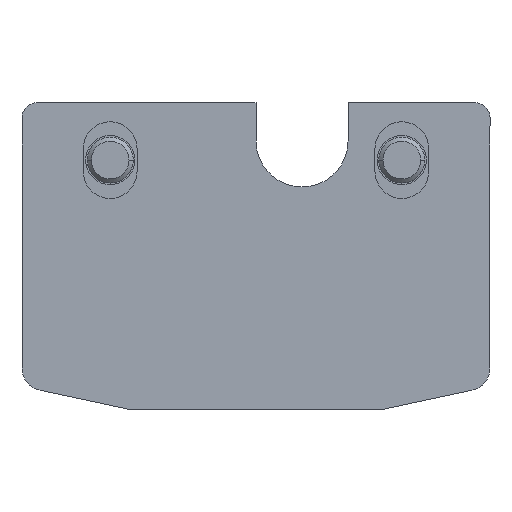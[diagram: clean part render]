
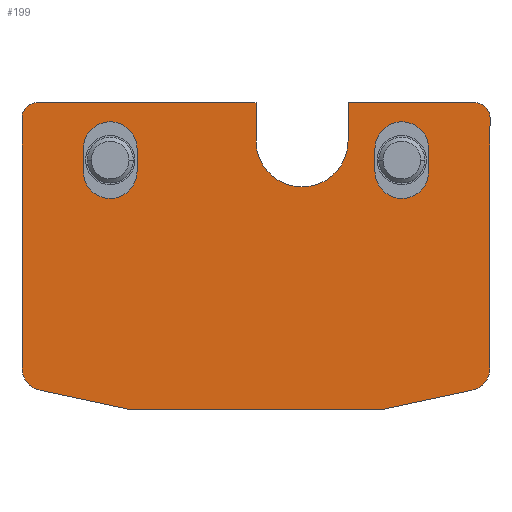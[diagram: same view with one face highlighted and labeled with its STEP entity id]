
A CAD part, left-side view. The second image highlights one B-rep face of the part: STEP entity #199.
In plain terms, the highlighted planar face has unit normal (-1, 0, 0).
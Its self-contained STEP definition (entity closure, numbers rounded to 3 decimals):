
#199=ADVANCED_FACE('',(#428,#429,#430),#431,.F.);
#428=FACE_OUTER_BOUND('',#718,.T.);
#429=FACE_BOUND('',#719,.T.);
#430=FACE_BOUND('',#720,.T.);
#431=PLANE('',#721);
#718=EDGE_LOOP('',(#1121,#1122,#1123,#1124,#1125,#1126,#1127,#1128,#1129,#1130,#1131,#1132,#1133,#1134,#1135));
#719=EDGE_LOOP('',(#1136,#1137,#1138,#1139,#1140,#1141));
#720=EDGE_LOOP('',(#1142,#1143,#1144,#1145,#1146,#1147));
#721=AXIS2_PLACEMENT_3D('',#1148,#1149,#1150);
#1121=ORIENTED_EDGE('',*,*,#1741,.T.);
#1122=ORIENTED_EDGE('',*,*,#1742,.T.);
#1123=ORIENTED_EDGE('',*,*,#1632,.T.);
#1124=ORIENTED_EDGE('',*,*,#1743,.T.);
#1125=ORIENTED_EDGE('',*,*,#1744,.F.);
#1126=ORIENTED_EDGE('',*,*,#1745,.F.);
#1127=ORIENTED_EDGE('',*,*,#1746,.F.);
#1128=ORIENTED_EDGE('',*,*,#1707,.F.);
#1129=ORIENTED_EDGE('',*,*,#1747,.F.);
#1130=ORIENTED_EDGE('',*,*,#1612,.F.);
#1131=ORIENTED_EDGE('',*,*,#1748,.F.);
#1132=ORIENTED_EDGE('',*,*,#1749,.F.);
#1133=ORIENTED_EDGE('',*,*,#1736,.F.);
#1134=ORIENTED_EDGE('',*,*,#1750,.F.);
#1135=ORIENTED_EDGE('',*,*,#1751,.F.);
#1136=ORIENTED_EDGE('',*,*,#1752,.T.);
#1137=ORIENTED_EDGE('',*,*,#1753,.T.);
#1138=ORIENTED_EDGE('',*,*,#1717,.T.);
#1139=ORIENTED_EDGE('',*,*,#1754,.T.);
#1140=ORIENTED_EDGE('',*,*,#1658,.T.);
#1141=ORIENTED_EDGE('',*,*,#1755,.T.);
#1142=ORIENTED_EDGE('',*,*,#1731,.T.);
#1143=ORIENTED_EDGE('',*,*,#1756,.T.);
#1144=ORIENTED_EDGE('',*,*,#1757,.T.);
#1145=ORIENTED_EDGE('',*,*,#1698,.T.);
#1146=ORIENTED_EDGE('',*,*,#1758,.T.);
#1147=ORIENTED_EDGE('',*,*,#1712,.T.);
#1148=CARTESIAN_POINT('',(0.,-19.,-11.809));
#1149=DIRECTION('',(1.0,0.0,0.));
#1150=DIRECTION('',(0.,0.0,-1.0));
#1612=EDGE_CURVE('',#1889,#1891,#1892,.T.);
#1632=EDGE_CURVE('',#1920,#1925,#1927,.T.);
#1658=EDGE_CURVE('',#1967,#1971,#1973,.T.);
#1698=EDGE_CURVE('',#2036,#2034,#2037,.T.);
#1707=EDGE_CURVE('',#2048,#2050,#2051,.T.);
#1712=EDGE_CURVE('',#2059,#2057,#2060,.T.);
#1717=EDGE_CURVE('',#2068,#2066,#2069,.T.);
#1731=EDGE_CURVE('',#2057,#2086,#2089,.T.);
#1736=EDGE_CURVE('',#2095,#2097,#2098,.T.);
#1741=EDGE_CURVE('',#2103,#2104,#2105,.T.);
#1742=EDGE_CURVE('',#2104,#1920,#2106,.T.);
#1743=EDGE_CURVE('',#1925,#2107,#2108,.T.);
#1744=EDGE_CURVE('',#2109,#2107,#2110,.T.);
#1745=EDGE_CURVE('',#2111,#2109,#2112,.T.);
#1746=EDGE_CURVE('',#2050,#2111,#2113,.T.);
#1747=EDGE_CURVE('',#1891,#2048,#2114,.T.);
#1748=EDGE_CURVE('',#2115,#1889,#2116,.T.);
#1749=EDGE_CURVE('',#2097,#2115,#2117,.T.);
#1750=EDGE_CURVE('',#2118,#2095,#2119,.T.);
#1751=EDGE_CURVE('',#2103,#2118,#2120,.T.);
#1752=EDGE_CURVE('',#2121,#2122,#2123,.T.);
#1753=EDGE_CURVE('',#2122,#2068,#2124,.T.);
#1754=EDGE_CURVE('',#2066,#1967,#2125,.T.);
#1755=EDGE_CURVE('',#1971,#2121,#2126,.T.);
#1756=EDGE_CURVE('',#2086,#2127,#2128,.T.);
#1757=EDGE_CURVE('',#2127,#2036,#2129,.T.);
#1758=EDGE_CURVE('',#2034,#2059,#2130,.T.);
#1889=VERTEX_POINT('',#2288);
#1891=VERTEX_POINT('',#2291);
#1892=LINE('',#2292,#2293);
#1920=VERTEX_POINT('',#2346);
#1925=VERTEX_POINT('',#2352);
#1927=CIRCLE('',#2355,6.0);
#1967=VERTEX_POINT('',#2437);
#1971=VERTEX_POINT('',#2442);
#1973=CIRCLE('',#2445,3.5);
#2034=VERTEX_POINT('',#2587);
#2036=VERTEX_POINT('',#2590);
#2037=CIRCLE('',#2591,3.5);
#2048=VERTEX_POINT('',#2605);
#2050=VERTEX_POINT('',#2608);
#2051=CIRCLE('',#2609,3.);
#2057=VERTEX_POINT('',#2617);
#2059=VERTEX_POINT('',#2620);
#2060=LINE('',#2621,#2622);
#2066=VERTEX_POINT('',#2630);
#2068=VERTEX_POINT('',#2633);
#2069=LINE('',#2634,#2635);
#2086=VERTEX_POINT('',#2675);
#2089=CIRCLE('',#2679,3.5);
#2095=VERTEX_POINT('',#2686);
#2097=VERTEX_POINT('',#2689);
#2098=LINE('',#2690,#2691);
#2103=VERTEX_POINT('',#2697);
#2104=VERTEX_POINT('',#2698);
#2105=LINE('',#2699,#2700);
#2106=CIRCLE('',#2701,6.0);
#2107=VERTEX_POINT('',#2702);
#2108=LINE('',#2703,#2704);
#2109=VERTEX_POINT('',#2705);
#2110=LINE('',#2706,#2707);
#2111=VERTEX_POINT('',#2708);
#2112=CIRCLE('',#2709,2.0);
#2113=LINE('',#2710,#2711);
#2114=LINE('',#2712,#2713);
#2115=VERTEX_POINT('',#2714);
#2116=LINE('',#2715,#2716);
#2117=CIRCLE('',#2717,3.);
#2118=VERTEX_POINT('',#2718);
#2119=CIRCLE('',#2719,2.0);
#2120=LINE('',#2720,#2721);
#2121=VERTEX_POINT('',#2722);
#2122=VERTEX_POINT('',#2723);
#2123=CIRCLE('',#2724,3.5);
#2124=CIRCLE('',#2725,3.5);
#2125=CIRCLE('',#2726,3.5);
#2126=LINE('',#2727,#2728);
#2127=VERTEX_POINT('',#2729);
#2128=CIRCLE('',#2730,3.5);
#2129=LINE('',#2731,#2732);
#2130=CIRCLE('',#2733,3.5);
#2288=CARTESIAN_POINT('',(0.,-35.5,-32.5));
#2291=CARTESIAN_POINT('',(0.,-2.5,-32.5));
#2292=CARTESIAN_POINT('',(0.,-35.5,-32.5));
#2293=VECTOR('',#3044,1.0);
#2346=CARTESIAN_POINT('',(0.,-25.0,-3.5));
#2352=CARTESIAN_POINT('',(0.,-19.0,2.5));
#2355=AXIS2_PLACEMENT_3D('',#3074,#3075,#3076);
#2437=CARTESIAN_POINT('',(0.,0.,5.0));
#2442=CARTESIAN_POINT('',(0.,-3.5,1.5));
#2445=AXIS2_PLACEMENT_3D('',#3106,#3107,#3108);
#2587=CARTESIAN_POINT('',(0.,-38.0,5.0));
#2590=CARTESIAN_POINT('',(0.,-34.5,1.5));
#2591=AXIS2_PLACEMENT_3D('',#3149,#3150,#3151);
#2605=CARTESIAN_POINT('',(0.,9.129,-30.008));
#2608=CARTESIAN_POINT('',(0.,11.5,-27.075));
#2609=AXIS2_PLACEMENT_3D('',#3162,#3163,#3164);
#2617=CARTESIAN_POINT('',(0.,-41.5,-1.5));
#2620=CARTESIAN_POINT('',(0.,-41.5,1.5));
#2621=CARTESIAN_POINT('',(0.,-41.5,-5.905));
#2622=VECTOR('',#3168,1.0);
#2630=CARTESIAN_POINT('',(0.,3.5,1.5));
#2633=CARTESIAN_POINT('',(0.,3.5,-1.5));
#2634=CARTESIAN_POINT('',(0.,3.5,-5.905));
#2635=VECTOR('',#3172,1.0);
#2675=CARTESIAN_POINT('',(0.,-38.0,-5.0));
#2679=AXIS2_PLACEMENT_3D('',#3193,#3194,#3195);
#2686=CARTESIAN_POINT('',(0.,-49.5,5.5));
#2689=CARTESIAN_POINT('',(0.,-49.5,-27.075));
#2690=CARTESIAN_POINT('',(0.,-49.5,5.5));
#2691=VECTOR('',#3201,1.0);
#2697=CARTESIAN_POINT('',(0.,-31.0,7.5));
#2698=CARTESIAN_POINT('',(0.,-31.0,2.5));
#2699=CARTESIAN_POINT('',(0.,-31.0,-2.155));
#2700=VECTOR('',#3206,1.0);
#2701=AXIS2_PLACEMENT_3D('',#3207,#3208,#3209);
#2702=CARTESIAN_POINT('',(0.,-19.0,7.5));
#2703=CARTESIAN_POINT('',(0.,-19.0,-2.155));
#2704=VECTOR('',#3210,1.0);
#2705=CARTESIAN_POINT('',(0.0,9.5,7.5));
#2706=CARTESIAN_POINT('',(0.0,9.5,7.5));
#2707=VECTOR('',#3211,1.0);
#2708=CARTESIAN_POINT('',(0.,11.5,5.5));
#2709=AXIS2_PLACEMENT_3D('',#3212,#3213,#3214);
#2710=CARTESIAN_POINT('',(0.,11.5,-27.075));
#2711=VECTOR('',#3215,1.0);
#2712=CARTESIAN_POINT('',(0.,-2.5,-32.5));
#2713=VECTOR('',#3216,1.0);
#2714=CARTESIAN_POINT('',(0.,-47.129,-30.008));
#2715=CARTESIAN_POINT('',(0.,-47.129,-30.008));
#2716=VECTOR('',#3217,1.0);
#2717=AXIS2_PLACEMENT_3D('',#3218,#3219,#3220);
#2718=CARTESIAN_POINT('',(0.,-47.5,7.5));
#2719=AXIS2_PLACEMENT_3D('',#3221,#3222,#3223);
#2720=CARTESIAN_POINT('',(0.0,9.5,7.5));
#2721=VECTOR('',#3224,1.0);
#2722=CARTESIAN_POINT('',(0.,-3.5,-1.5));
#2723=CARTESIAN_POINT('',(0.,0.,-5.0));
#2724=AXIS2_PLACEMENT_3D('',#3225,#3226,#3227);
#2725=AXIS2_PLACEMENT_3D('',#3228,#3229,#3230);
#2726=AXIS2_PLACEMENT_3D('',#3231,#3232,#3233);
#2727=CARTESIAN_POINT('',(0.,-3.5,-5.905));
#2728=VECTOR('',#3234,1.0);
#2729=CARTESIAN_POINT('',(0.,-34.5,-1.5));
#2730=AXIS2_PLACEMENT_3D('',#3235,#3236,#3237);
#2731=CARTESIAN_POINT('',(0.,-34.5,-5.905));
#2732=VECTOR('',#3238,1.0);
#2733=AXIS2_PLACEMENT_3D('',#3239,#3240,#3241);
#3044=DIRECTION('',(0.,1.0,0.));
#3074=CARTESIAN_POINT('',(0.,-25.0,2.5));
#3075=DIRECTION('',(1.0,0.0,0.));
#3076=DIRECTION('',(0.,0.,1.0));
#3106=CARTESIAN_POINT('',(0.,0.,1.5));
#3107=DIRECTION('',(1.0,0.0,0.));
#3108=DIRECTION('',(0.,0.,1.0));
#3149=CARTESIAN_POINT('',(0.,-38.0,1.5));
#3150=DIRECTION('',(1.0,0.0,0.));
#3151=DIRECTION('',(0.,0.,1.0));
#3162=CARTESIAN_POINT('',(0.,8.5,-27.075));
#3163=DIRECTION('',(1.0,0.0,0.));
#3164=DIRECTION('',(0.,0.0,-1.0));
#3168=DIRECTION('',(0.,0.,-1.0));
#3172=DIRECTION('',(0.,0.,1.0));
#3193=CARTESIAN_POINT('',(0.,-38.0,-1.5));
#3194=DIRECTION('',(1.0,0.0,0.));
#3195=DIRECTION('',(0.,0.,1.0));
#3201=DIRECTION('',(0.,0.,-1.0));
#3206=DIRECTION('',(0.,0.,-1.0));
#3207=CARTESIAN_POINT('',(0.,-25.0,2.5));
#3208=DIRECTION('',(1.0,0.0,0.));
#3209=DIRECTION('',(0.,0.,1.0));
#3210=DIRECTION('',(0.,0.,1.0));
#3211=DIRECTION('',(0.,-1.0,0.));
#3212=CARTESIAN_POINT('',(0.,9.5,5.5));
#3213=DIRECTION('',(1.0,0.0,0.));
#3214=DIRECTION('',(0.,0.0,-1.0));
#3215=DIRECTION('',(0.,0.0,1.0));
#3216=DIRECTION('',(0.,0.978,0.21));
#3217=DIRECTION('',(0.,0.978,-0.21));
#3218=CARTESIAN_POINT('',(0.,-46.5,-27.075));
#3219=DIRECTION('',(1.0,0.0,0.));
#3220=DIRECTION('',(0.,0.0,-1.0));
#3221=CARTESIAN_POINT('',(0.,-47.5,5.5));
#3222=DIRECTION('',(1.0,0.0,0.));
#3223=DIRECTION('',(0.,0.0,-1.0));
#3224=DIRECTION('',(0.,-1.0,0.));
#3225=CARTESIAN_POINT('',(0.,0.,-1.5));
#3226=DIRECTION('',(1.0,0.0,0.));
#3227=DIRECTION('',(0.,0.,1.0));
#3228=CARTESIAN_POINT('',(0.,0.,-1.5));
#3229=DIRECTION('',(1.0,0.0,0.));
#3230=DIRECTION('',(0.,0.,1.0));
#3231=CARTESIAN_POINT('',(0.,0.,1.5));
#3232=DIRECTION('',(1.0,0.0,0.));
#3233=DIRECTION('',(0.,0.,1.0));
#3234=DIRECTION('',(0.,0.,-1.0));
#3235=CARTESIAN_POINT('',(0.,-38.0,-1.5));
#3236=DIRECTION('',(1.0,0.0,0.));
#3237=DIRECTION('',(0.,0.,1.0));
#3238=DIRECTION('',(0.,0.,1.0));
#3239=CARTESIAN_POINT('',(0.,-38.0,1.5));
#3240=DIRECTION('',(1.0,0.0,0.));
#3241=DIRECTION('',(0.,0.,1.0));
